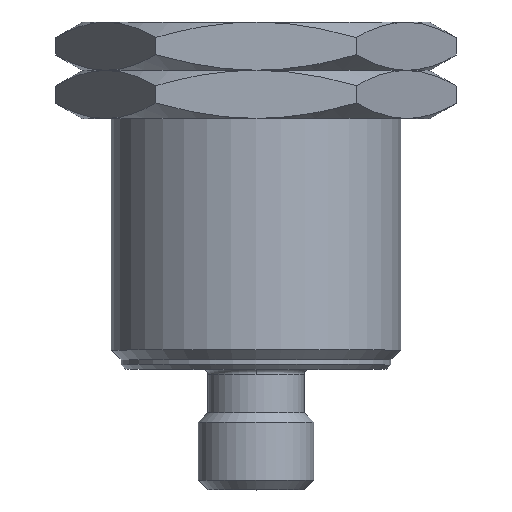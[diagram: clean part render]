
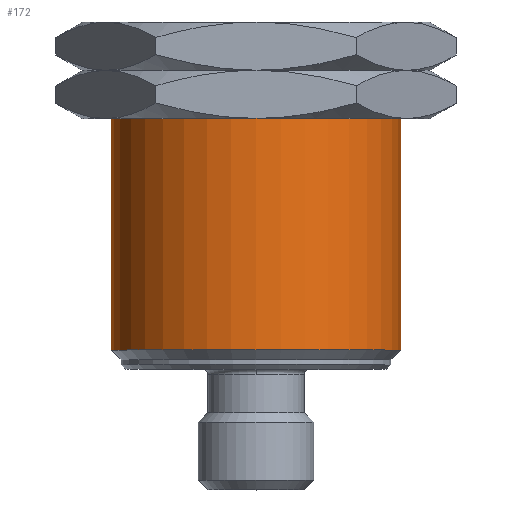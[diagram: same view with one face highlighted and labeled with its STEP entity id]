
A CAD part, top view. The second image highlights one B-rep face of the part: STEP entity #172.
In plain terms, the highlighted cylindrical face has radius 15 mm (diameter 30 mm), a partial arc.
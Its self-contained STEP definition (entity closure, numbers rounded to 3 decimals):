
#172=ADVANCED_FACE('',(#257),#258,.T.);
#257=FACE_OUTER_BOUND('',#428,.T.);
#258=CYLINDRICAL_SURFACE('',#429,15.0);
#428=EDGE_LOOP('',(#604,#605,#606,#607));
#429=AXIS2_PLACEMENT_3D('',#608,#609,#610);
#604=ORIENTED_EDGE('',*,*,#1200,.F.);
#605=ORIENTED_EDGE('',*,*,#1201,.T.);
#606=ORIENTED_EDGE('',*,*,#1202,.F.);
#607=ORIENTED_EDGE('',*,*,#1197,.F.);
#608=CARTESIAN_POINT('',(0.0,-17.5,0.0));
#609=DIRECTION('',(0.0,-1.0,0.0));
#610=DIRECTION('',(-1.0,0.0,0.0));
#1197=EDGE_CURVE('',#1371,#1374,#1375,.T.);
#1200=EDGE_CURVE('',#1379,#1371,#1380,.T.);
#1201=EDGE_CURVE('',#1379,#1381,#1382,.T.);
#1202=EDGE_CURVE('',#1374,#1381,#1383,.T.);
#1371=VERTEX_POINT('',#1645);
#1374=VERTEX_POINT('',#1649);
#1375=CIRCLE('',#1650,15.0);
#1379=VERTEX_POINT('',#1655);
#1380=LINE('',#1656,#1657);
#1381=VERTEX_POINT('',#1658);
#1382=CIRCLE('',#1659,15.0);
#1383=LINE('',#1660,#1661);
#1645=CARTESIAN_POINT('',(-15.0,-1.0,0.0));
#1649=CARTESIAN_POINT('',(15.0,-1.0,0.));
#1650=AXIS2_PLACEMENT_3D('',#2498,#2499,#2500);
#1655=CARTESIAN_POINT('',(-15.0,-34.0,0.0));
#1656=CARTESIAN_POINT('',(-15.0,-17.5,0.));
#1657=VECTOR('',#2505,1.0);
#1658=CARTESIAN_POINT('',(15.0,-34.0,0.));
#1659=AXIS2_PLACEMENT_3D('',#2506,#2507,#2508);
#1660=CARTESIAN_POINT('',(15.0,-17.5,0.));
#1661=VECTOR('',#2509,1.0);
#2498=CARTESIAN_POINT('',(0.0,-1.0,0.0));
#2499=DIRECTION('',(0.0,1.0,0.0));
#2500=DIRECTION('',(-1.0,0.0,0.0));
#2505=DIRECTION('',(0.0,1.0,0.0));
#2506=CARTESIAN_POINT('',(0.0,-34.0,0.0));
#2507=DIRECTION('',(0.0,1.0,0.0));
#2508=DIRECTION('',(-1.0,0.0,0.0));
#2509=DIRECTION('',(0.0,-1.0,0.0));
